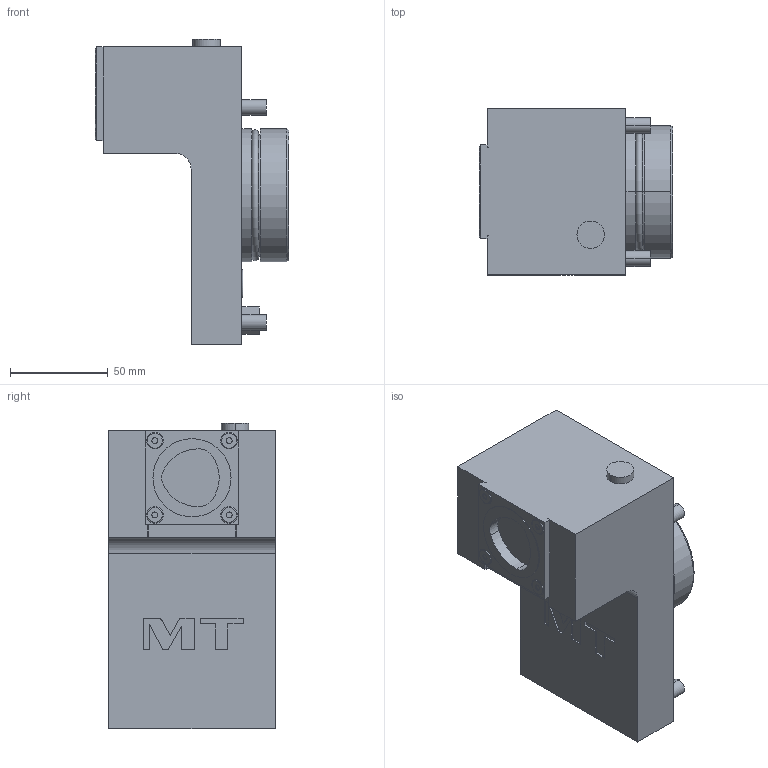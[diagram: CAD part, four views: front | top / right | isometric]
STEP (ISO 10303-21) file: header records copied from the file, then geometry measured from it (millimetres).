
FILE_DESCRIPTION((''),'2;1');
FILE_NAME('MZK0874010_CONF','2023-04-26T12:15:32',('gvalli'),('M.T. srl'),'CREO PARAMETRIC BY PTC INC, 2021072','CREO PARAMETRIC BY PTC INC, 2021072','');
FILE_SCHEMA(('CONFIG_CONTROL_DESIGN'));
Length unit declared in the file: millimetre
Products named in the file (1): MZK0874010_CONF
Bounding box: 99 x 85 x 156.5 mm (x, y, z)
Volume: 640685.6 mm3; surface area: 61043.1 mm2
Topology: 1 solids, 1 shells, 132 faces, 312 edges, 202 vertices
Faces by surface type: plane 69, cylinder 45, torus 12, cone 4, extrusion 2
Entity records: 3871 total; most frequent: DIRECTION 684, CARTESIAN_POINT 677, ORIENTED_EDGE 624, EDGE_CURVE 312, AXIS2_PLACEMENT_3D 248, VERTEX_POINT 202, VECTOR 188, LINE 186
